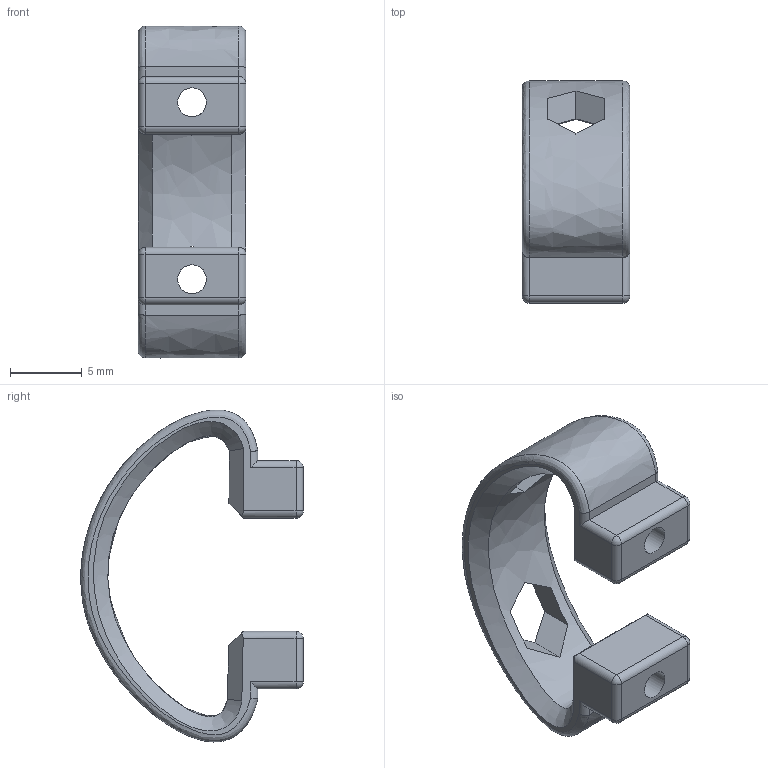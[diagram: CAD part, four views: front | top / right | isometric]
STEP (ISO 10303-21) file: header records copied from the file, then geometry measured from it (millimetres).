
FILE_DESCRIPTION(/* description */ ('Print 1, solid color (optional).'),/* implementation_level */ '2;1');
FILE_NAME(/* name */ 'Hook.step',/* time_stamp */ '2025-07-21T13:43:21-07:00',/* author */ (''),/* organization */ (''),/* preprocessor_version */ 'ST-DEVELOPER v20.1',/* originating_system */ 'Autodesk Translation Framework v14.10.0.0',/* authorisation */ '');
FILE_SCHEMA (('AUTOMOTIVE_DESIGN { 1 0 10303 214 3 1 1 }'));
Length unit declared in the file: millimetre
Products named in the file (1): Hook
Bounding box: 7.5 x 15.46 x 23.07 mm (x, y, z)
Volume: 657.9 mm3; surface area: 967.7 mm2
Topology: 1 solids, 1 shells, 75 faces, 189 edges, 114 vertices
Faces by surface type: plane 37, cylinder 22, bspline 8, sphere 8
Full cylindrical faces by diameter (mm): 2 x2
Entity records: 3283 total; most frequent: CARTESIAN_POINT 1519, ORIENTED_EDGE 378, DIRECTION 327, EDGE_CURVE 189, VERTEX_POINT 114, AXIS2_PLACEMENT_3D 114, LINE 99, VECTOR 99
